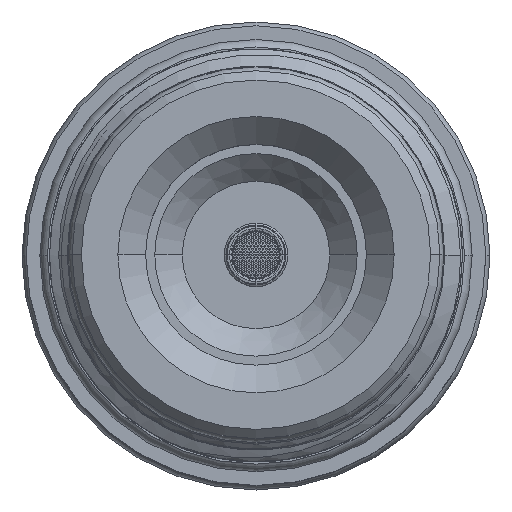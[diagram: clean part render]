
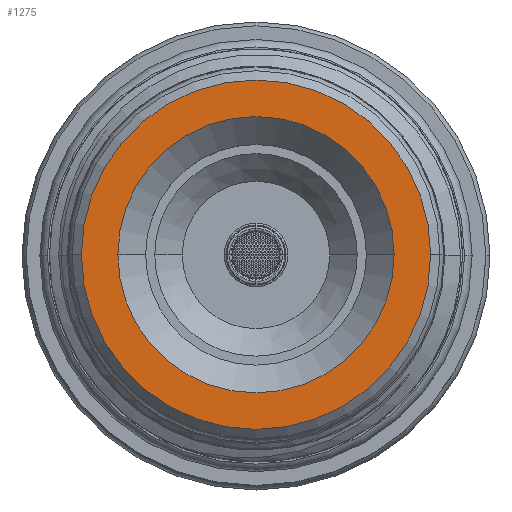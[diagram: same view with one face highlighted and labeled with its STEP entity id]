
A CAD part, top view. The second image highlights one B-rep face of the part: STEP entity #1275.
In plain terms, the highlighted planar face has unit normal (0, 0, 1).
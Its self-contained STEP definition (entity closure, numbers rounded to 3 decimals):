
#330 = ORIENTED_EDGE ( 'NONE', *, *, #56936, .F. ) ;
#495 = VERTEX_POINT ( 'NONE', #5824 ) ;
#1275 = ADVANCED_FACE ( 'NONE', ( #72883, #11333 ), #98530, .T. ) ;
#2887 = EDGE_CURVE ( 'NONE', #62225, #9412, #44447, .T. ) ;
#5824 = CARTESIAN_POINT ( 'NONE',  ( 11.925, 0., 108.85 ) ) ;
#6211 = CARTESIAN_POINT ( 'NONE',  ( 15.075, 0., 108.85 ) ) ;
#7231 = ORIENTED_EDGE ( 'NONE', *, *, #80682, .F. ) ;
#9412 = VERTEX_POINT ( 'NONE', #80725 ) ;
#9904 = DIRECTION ( 'NONE',  ( 1., 0., 0. ) ) ;
#10412 = CARTESIAN_POINT ( 'NONE',  ( 0., 0., 108.85 ) ) ;
#10921 = CARTESIAN_POINT ( 'NONE',  ( 0., 0., 108.85 ) ) ;
#11333 = FACE_BOUND ( 'NONE', #47120, .T. ) ;
#13033 = EDGE_LOOP ( 'NONE', ( #97534, #45911 ) ) ;
#18299 = CIRCLE ( 'NONE', #56572, 11.925 ) ;
#18748 = CARTESIAN_POINT ( 'NONE',  ( -15.075, 0., 108.85 ) ) ;
#20137 = DIRECTION ( 'NONE',  ( -1., 0., 0. ) ) ;
#22309 = AXIS2_PLACEMENT_3D ( 'NONE', #34224, #74093, #20137 ) ;
#25383 = DIRECTION ( 'NONE',  ( 0., 0., 1. ) ) ;
#28825 = EDGE_CURVE ( 'NONE', #9412, #62225, #42954, .T. ) ;
#33941 = CARTESIAN_POINT ( 'NONE',  ( 0., 0., 108.85 ) ) ;
#34224 = CARTESIAN_POINT ( 'NONE',  ( 0., 0., 108.85 ) ) ;
#40616 = AXIS2_PLACEMENT_3D ( 'NONE', #10921, #50746, #58302 ) ;
#41744 = CARTESIAN_POINT ( 'NONE',  ( -11.925, 0., 108.85 ) ) ;
#42089 = DIRECTION ( 'NONE',  ( 1., 0., 0. ) ) ;
#42954 = CIRCLE ( 'NONE', #22309, 15.075 ) ;
#43010 = DIRECTION ( 'NONE',  ( 0., 0., 1. ) ) ;
#44447 = CIRCLE ( 'NONE', #40616, 15.075 ) ;
#45371 = CIRCLE ( 'NONE', #64345, 11.925 ) ;
#45911 = ORIENTED_EDGE ( 'NONE', *, *, #2887, .F. ) ;
#47120 = EDGE_LOOP ( 'NONE', ( #7231, #330 ) ) ;
#50746 = DIRECTION ( 'NONE',  ( 0., 0., -1. ) ) ;
#50905 = DIRECTION ( 'NONE',  ( 1., 0., 0. ) ) ;
#51337 = DIRECTION ( 'NONE',  ( 0., 0., 1. ) ) ;
#55867 = VERTEX_POINT ( 'NONE', #41744 ) ;
#56572 = AXIS2_PLACEMENT_3D ( 'NONE', #33941, #25383, #9904 ) ;
#56936 = EDGE_CURVE ( 'NONE', #55867, #495, #18299, .T. ) ;
#58302 = DIRECTION ( 'NONE',  ( -1., 0., 0. ) ) ;
#62225 = VERTEX_POINT ( 'NONE', #6211 ) ;
#64345 = AXIS2_PLACEMENT_3D ( 'NONE', #10412, #43010, #50905 ) ;
#72883 = FACE_OUTER_BOUND ( 'NONE', #13033, .T. ) ;
#74093 = DIRECTION ( 'NONE',  ( 0., 0., -1. ) ) ;
#78189 = AXIS2_PLACEMENT_3D ( 'NONE', #18748, #51337, #42089 ) ;
#80682 = EDGE_CURVE ( 'NONE', #495, #55867, #45371, .T. ) ;
#80725 = CARTESIAN_POINT ( 'NONE',  ( -15.075, 0., 108.85 ) ) ;
#97534 = ORIENTED_EDGE ( 'NONE', *, *, #28825, .F. ) ;
#98530 = PLANE ( 'NONE',  #78189 ) ;
